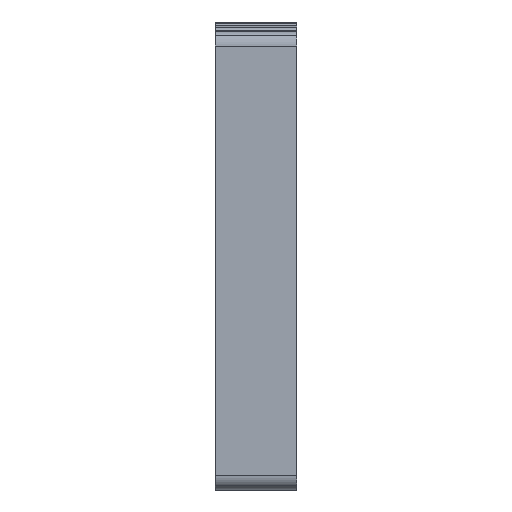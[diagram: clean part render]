
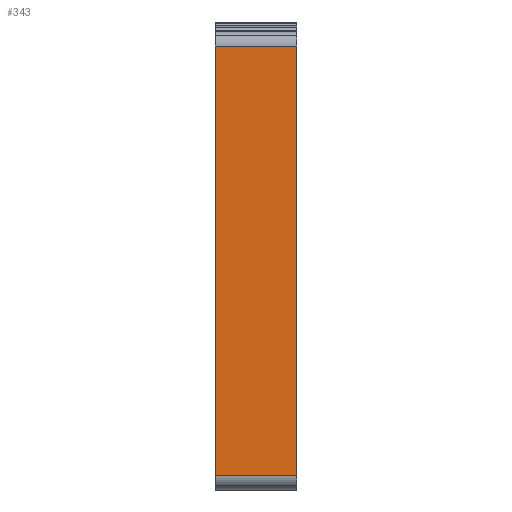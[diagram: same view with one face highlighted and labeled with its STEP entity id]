
A CAD part, left-side view. The second image highlights one B-rep face of the part: STEP entity #343.
In plain terms, the highlighted planar face has unit normal (-1, 0, 0).
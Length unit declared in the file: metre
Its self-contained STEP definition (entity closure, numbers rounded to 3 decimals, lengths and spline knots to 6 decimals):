
#343=ADVANCED_FACE('1:1411',(#988),#989,.T.);
#988=FACE_OUTER_BOUND('',#1668,.T.);
#989=PLANE('',#1669);
#1668=EDGE_LOOP('',(#4306,#4307,#4308,#4309));
#1669=AXIS2_PLACEMENT_3D('',#4310,#4311,#4312);
#4306=ORIENTED_EDGE('',*,*,#5491,.F.);
#4307=ORIENTED_EDGE('',*,*,#5133,.T.);
#4308=ORIENTED_EDGE('',*,*,#4644,.F.);
#4309=ORIENTED_EDGE('',*,*,#5034,.T.);
#4310=CARTESIAN_POINT('',(-0.04965,-0.00992,-0.035323));
#4311=DIRECTION('',(-1.0,0.,0.));
#4312=DIRECTION('',(0.,-1.0,0.0));
#4644=EDGE_CURVE('1:3208',#5629,#5631,#5632,.T.);
#5034=EDGE_CURVE('1:1606',#5629,#6372,#6374,.T.);
#5133=EDGE_CURVE('1:1939',#6521,#5631,#6522,.T.);
#5491=EDGE_CURVE('1:3205',#6521,#6372,#7026,.T.);
#5629=VERTEX_POINT('',#7197);
#5631=VERTEX_POINT('',#7199);
#5632=LINE('',#7200,#7201);
#6372=VERTEX_POINT('',#8204);
#6374=LINE('',#8206,#8207);
#6521=VERTEX_POINT('',#8409);
#6522=LINE('',#8410,#8411);
#7026=LINE('',#9170,#9171);
#7197=CARTESIAN_POINT('',(-0.04965,-0.01142,0.018052));
#7199=CARTESIAN_POINT('',(-0.04965,-0.02839,0.018052));
#7200=CARTESIAN_POINT('',(-0.04965,-0.01117,0.018052));
#7201=VECTOR('',#9325,1.0);
#8204=CARTESIAN_POINT('',(-0.04965,-0.01142,-0.071355));
#8206=CARTESIAN_POINT('',(-0.04965,-0.01142,-0.029729));
#8207=VECTOR('',#10102,1.0);
#8409=CARTESIAN_POINT('',(-0.04965,-0.02839,-0.071355));
#8410=CARTESIAN_POINT('',(-0.04965,-0.02839,-0.028229));
#8411=VECTOR('',#10287,1.0);
#9170=CARTESIAN_POINT('',(-0.04965,-0.01117,-0.071355));
#9171=VECTOR('',#10909,1.0);
#9325=DIRECTION('',(0.,-1.0,0.));
#10102=DIRECTION('',(0.,0.,-1.0));
#10287=DIRECTION('',(0.,0.,1.0));
#10909=DIRECTION('',(0.,1.0,0.));
